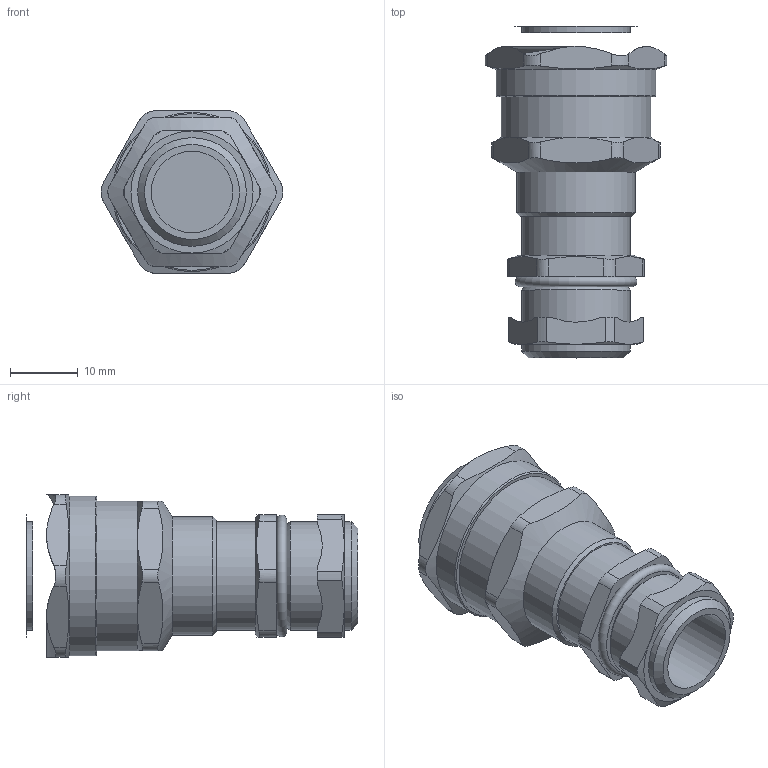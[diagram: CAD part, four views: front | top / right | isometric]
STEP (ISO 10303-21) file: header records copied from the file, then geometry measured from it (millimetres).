
FILE_DESCRIPTION(/* description */ ('ВК-М16-8-МР10'),/* implementation_level */ '2;1');
FILE_NAME(/* name */ '',/* time_stamp */ '2024-10-28T08:37:30+07:00',/* author */ ('zeta-86'),/* organization */ (''),/* preprocessor_version */ 'ST-DEVELOPER v19.2',/* originating_system */ 'Autodesk Inventor 2024',/* authorisation */ '');
FILE_SCHEMA (('AUTOMOTIVE_DESIGN { 1 0 10303 214 3 1 1 }'));
Length unit declared in the file: millimetre
Products named in the file (1): Деталь1
Bounding box: 26.78 x 48.9 x 24 mm (x, y, z)
Volume: 13567.4 mm3; surface area: 4650 mm2
Topology: 1 solids, 1 shells, 95 faces, 237 edges, 153 vertices
Faces by surface type: plane 41, cylinder 32, cone 20, torus 2
Full cylindrical faces by diameter (mm): 12 x1, 16 x4, 17.5 x1, 22 x1, 23.5 x1
Entity records: 3150 total; most frequent: CARTESIAN_POINT 892, ORIENTED_EDGE 474, DIRECTION 408, EDGE_CURVE 237, AXIS2_PLACEMENT_3D 163, VERTEX_POINT 153, EDGE_LOOP 104, STYLED_ITEM 96
